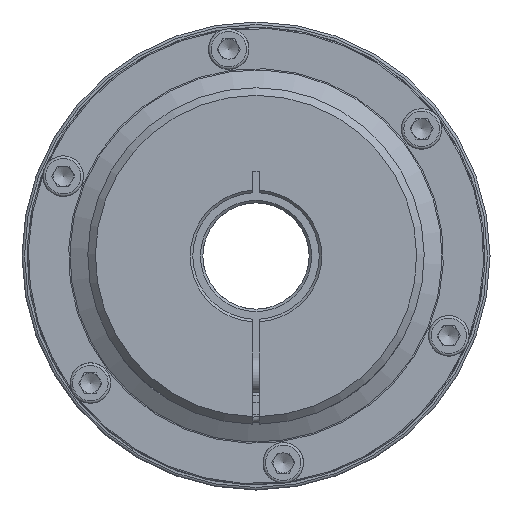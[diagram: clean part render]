
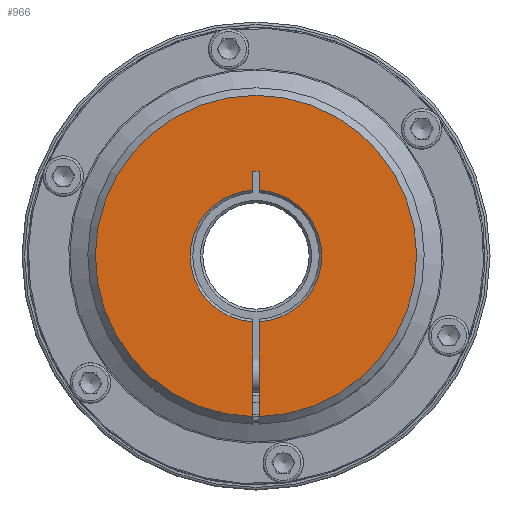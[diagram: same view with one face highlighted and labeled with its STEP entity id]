
A CAD part, left-side view. The second image highlights one B-rep face of the part: STEP entity #966.
In plain terms, the highlighted planar face has unit normal (-1, 0, 0).
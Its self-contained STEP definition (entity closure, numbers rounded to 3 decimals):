
#966 = ADVANCED_FACE( '', ( #2364 ), #2365, .T. );
#2364 = FACE_OUTER_BOUND( '', #4281, .T. );
#2365 = PLANE( '', #4282 );
#4281 = EDGE_LOOP( '', ( #7293, #7294, #7295, #7296, #7297, #7298, #7299, #7300 ) );
#4282 = AXIS2_PLACEMENT_3D( '', #7301, #7302, #7303 );
#7293 = ORIENTED_EDGE( '', *, *, #10885, .T. );
#7294 = ORIENTED_EDGE( '', *, *, #10886, .T. );
#7295 = ORIENTED_EDGE( '', *, *, #10172, .T. );
#7296 = ORIENTED_EDGE( '', *, *, #10107, .T. );
#7297 = ORIENTED_EDGE( '', *, *, #10684, .T. );
#7298 = ORIENTED_EDGE( '', *, *, #10887, .T. );
#7299 = ORIENTED_EDGE( '', *, *, #10888, .T. );
#7300 = ORIENTED_EDGE( '', *, *, #10889, .T. );
#7301 = CARTESIAN_POINT( '', ( -93.35, -19.5, 0. ) );
#7302 = DIRECTION( '', ( -1., 0., 0. ) );
#7303 = DIRECTION( '', ( 0., 0., 1. ) );
#10107 = EDGE_CURVE( '', #11959, #11963, #11965, .T. );
#10172 = EDGE_CURVE( '', #12077, #11959, #12078, .T. );
#10684 = EDGE_CURVE( '', #11963, #12894, #12896, .T. );
#10885 = EDGE_CURVE( '', #13197, #13198, #13199, .T. );
#10886 = EDGE_CURVE( '', #13198, #12077, #13200, .F. );
#10887 = EDGE_CURVE( '', #12894, #13201, #13202, .F. );
#10888 = EDGE_CURVE( '', #13201, #13203, #13204, .T. );
#10889 = EDGE_CURVE( '', #13203, #13197, #13205, .T. );
#11959 = VERTEX_POINT( '', #15128 );
#11963 = VERTEX_POINT( '', #15133 );
#11965 = CIRCLE( '', #15136, 63.5 );
#12077 = VERTEX_POINT( '', #15496 );
#12078 = LINE( '', #15497, #15498 );
#12894 = VERTEX_POINT( '', #18893 );
#12896 = LINE( '', #18898, #18899 );
#13197 = VERTEX_POINT( '', #19749 );
#13198 = VERTEX_POINT( '', #19750 );
#13199 = LINE( '', #19751, #19752 );
#13200 = CIRCLE( '', #19753, 26. );
#13201 = VERTEX_POINT( '', #19754 );
#13202 = CIRCLE( '', #19755, 26. );
#13203 = VERTEX_POINT( '', #19756 );
#13204 = LINE( '', #19757, #19758 );
#13205 = LINE( '', #19759, #19760 );
#15128 = CARTESIAN_POINT( '', ( -93.35, -1.2, -63.489 ) );
#15133 = CARTESIAN_POINT( '', ( -93.35, 1.2, -63.489 ) );
#15136 = AXIS2_PLACEMENT_3D( '', #22678, #22679, #22680 );
#15496 = CARTESIAN_POINT( '', ( -93.35, -1.2, -25.972 ) );
#15497 = CARTESIAN_POINT( '', ( -93.35, -1.2, 0. ) );
#15498 = VECTOR( '', #22758, 1000. );
#18893 = CARTESIAN_POINT( '', ( -93.35, 1.2, -25.972 ) );
#18898 = CARTESIAN_POINT( '', ( -93.35, 1.2, 0. ) );
#18899 = VECTOR( '', #23378, 1000. );
#19749 = CARTESIAN_POINT( '', ( -93.35, -1.2, 33.5 ) );
#19750 = CARTESIAN_POINT( '', ( -93.35, -1.2, 25.972 ) );
#19751 = CARTESIAN_POINT( '', ( -93.35, -1.2, 0. ) );
#19752 = VECTOR( '', #23607, 1000. );
#19753 = AXIS2_PLACEMENT_3D( '', #23608, #23609, #23610 );
#19754 = CARTESIAN_POINT( '', ( -93.35, 1.2, 25.972 ) );
#19755 = AXIS2_PLACEMENT_3D( '', #23611, #23612, #23613 );
#19756 = CARTESIAN_POINT( '', ( -93.35, 1.2, 33.5 ) );
#19757 = CARTESIAN_POINT( '', ( -93.35, 1.2, 0. ) );
#19758 = VECTOR( '', #23614, 1000. );
#19759 = CARTESIAN_POINT( '', ( -93.35, -19.5, 33.5 ) );
#19760 = VECTOR( '', #23615, 1000. );
#22678 = CARTESIAN_POINT( '', ( -93.35, 0., 0. ) );
#22679 = DIRECTION( '', ( -1., 0., 0. ) );
#22680 = DIRECTION( '', ( 0., -1., 0. ) );
#22758 = DIRECTION( '', ( 0., 0., -1. ) );
#23378 = DIRECTION( '', ( 0., 0., 1. ) );
#23607 = DIRECTION( '', ( 0., 0., -1. ) );
#23608 = CARTESIAN_POINT( '', ( -93.35, 0., 0. ) );
#23609 = DIRECTION( '', ( -1., 0., 0. ) );
#23610 = DIRECTION( '', ( 0., -1., 0. ) );
#23611 = CARTESIAN_POINT( '', ( -93.35, 0., 0. ) );
#23612 = DIRECTION( '', ( -1., 0., 0. ) );
#23613 = DIRECTION( '', ( 0., -1., 0. ) );
#23614 = DIRECTION( '', ( 0., 0., 1. ) );
#23615 = DIRECTION( '', ( 0., -1., 0. ) );
